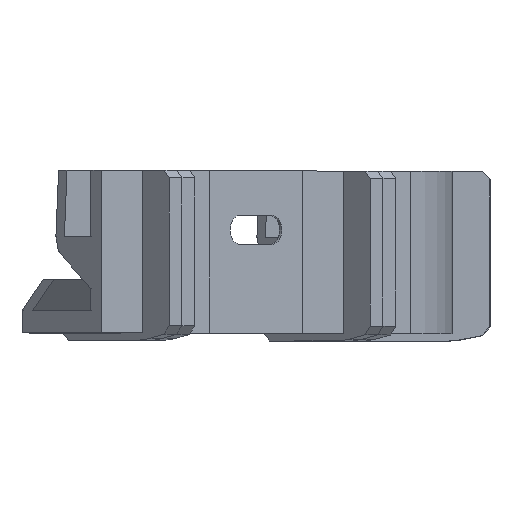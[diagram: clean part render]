
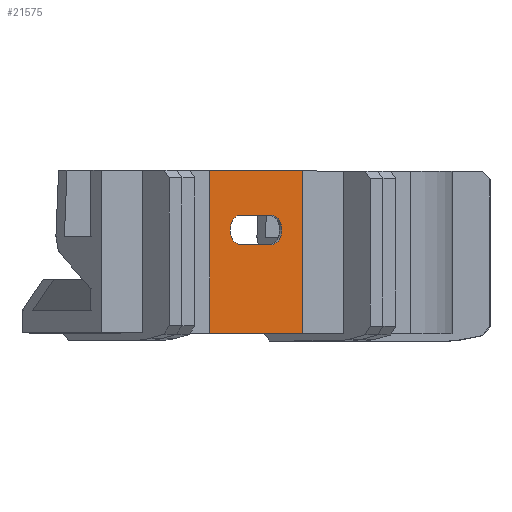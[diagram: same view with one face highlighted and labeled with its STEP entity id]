
A CAD part, left-side view. The second image highlights one B-rep face of the part: STEP entity #21575.
In plain terms, the highlighted face is planar.
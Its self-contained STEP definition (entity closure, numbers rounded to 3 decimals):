
#21299 = VERTEX_POINT('',#21300);
#21300 = CARTESIAN_POINT('',(3.,0.,16.));
#21307 = CYLINDRICAL_SURFACE('',#21308,2.);
#21308 = AXIS2_PLACEMENT_3D('',#21309,#21310,#21311);
#21309 = CARTESIAN_POINT('',(3.,24.,14.));
#21310 = DIRECTION('',(-0.,1.,0.));
#21311 = DIRECTION('',(0.,0.,-1.));
#21319 = PLANE('',#21320);
#21320 = AXIS2_PLACEMENT_3D('',#21321,#21322,#21323);
#21321 = CARTESIAN_POINT('',(3.,24.,16.));
#21322 = DIRECTION('',(0.,0.,-1.));
#21323 = DIRECTION('',(-1.,0.,-0.));
#21361 = VERTEX_POINT('',#21362);
#21362 = CARTESIAN_POINT('',(3.,0.,12.));
#21376 = PLANE('',#21377);
#21377 = AXIS2_PLACEMENT_3D('',#21378,#21379,#21380);
#21378 = CARTESIAN_POINT('',(-3.,24.,12.));
#21379 = DIRECTION('',(0.,0.,1.));
#21380 = DIRECTION('',(1.,0.,0.));
#21388 = EDGE_CURVE('',#21299,#21361,#21389,.T.);
#21389 = SURFACE_CURVE('',#21390,(#21395,#21402),.PCURVE_S1.);
#21390 = CIRCLE('',#21391,2.);
#21391 = AXIS2_PLACEMENT_3D('',#21392,#21393,#21394);
#21392 = CARTESIAN_POINT('',(3.,0.,14.));
#21393 = DIRECTION('',(0.,1.,0.));
#21394 = DIRECTION('',(0.,0.,-1.));
#21395 = PCURVE('',#21307,#21396);
#21396 = DEFINITIONAL_REPRESENTATION('',(#21397),#21401);
#21397 = LINE('',#21398,#21399);
#21398 = CARTESIAN_POINT('',(-6.283,-24.));
#21399 = VECTOR('',#21400,1.);
#21400 = DIRECTION('',(1.,-0.));
#21401 = ( GEOMETRIC_REPRESENTATION_CONTEXT(2) 
PARAMETRIC_REPRESENTATION_CONTEXT() REPRESENTATION_CONTEXT('2D SPACE',''
  ) );
#21402 = PCURVE('',#21403,#21408);
#21403 = PLANE('',#21404);
#21404 = AXIS2_PLACEMENT_3D('',#21405,#21406,#21407);
#21405 = CARTESIAN_POINT('',(0.,0.,0.));
#21406 = DIRECTION('',(0.,1.,-0.));
#21407 = DIRECTION('',(0.,0.,1.));
#21408 = DEFINITIONAL_REPRESENTATION('',(#21409),#21413);
#21409 = CIRCLE('',#21410,2.);
#21410 = AXIS2_PLACEMENT_2D('',#21411,#21412);
#21411 = CARTESIAN_POINT('',(14.,3.));
#21412 = DIRECTION('',(-1.,0.));
#21413 = ( GEOMETRIC_REPRESENTATION_CONTEXT(2) 
PARAMETRIC_REPRESENTATION_CONTEXT() REPRESENTATION_CONTEXT('2D SPACE',''
  ) );
#21421 = VERTEX_POINT('',#21422);
#21422 = CARTESIAN_POINT('',(-3.,0.,16.));
#21436 = CYLINDRICAL_SURFACE('',#21437,2.);
#21437 = AXIS2_PLACEMENT_3D('',#21438,#21439,#21440);
#21438 = CARTESIAN_POINT('',(-3.,24.,14.));
#21439 = DIRECTION('',(-0.,1.,0.));
#21440 = DIRECTION('',(0.,0.,1.));
#21475 = EDGE_CURVE('',#21299,#21421,#21476,.T.);
#21476 = SURFACE_CURVE('',#21477,(#21481,#21487),.PCURVE_S1.);
#21477 = LINE('',#21478,#21479);
#21478 = CARTESIAN_POINT('',(1.5,0.,16.));
#21479 = VECTOR('',#21480,1.);
#21480 = DIRECTION('',(-1.,0.,0.));
#21481 = PCURVE('',#21319,#21482);
#21482 = DEFINITIONAL_REPRESENTATION('',(#21483),#21486);
#21483 = B_SPLINE_CURVE_WITH_KNOTS('',1,(#21484,#21485),.UNSPECIFIED.,
  .F.,.F.,(2,2),(-1.5,4.5),.PIECEWISE_BEZIER_KNOTS.);
#21484 = CARTESIAN_POINT('',(0.,-24.));
#21485 = CARTESIAN_POINT('',(6.,-24.));
#21486 = ( GEOMETRIC_REPRESENTATION_CONTEXT(2) 
PARAMETRIC_REPRESENTATION_CONTEXT() REPRESENTATION_CONTEXT('2D SPACE',''
  ) );
#21487 = PCURVE('',#21403,#21488);
#21488 = DEFINITIONAL_REPRESENTATION('',(#21489),#21492);
#21489 = B_SPLINE_CURVE_WITH_KNOTS('',1,(#21490,#21491),.UNSPECIFIED.,
  .F.,.F.,(2,2),(-1.5,4.5),.PIECEWISE_BEZIER_KNOTS.);
#21490 = CARTESIAN_POINT('',(16.,3.));
#21491 = CARTESIAN_POINT('',(16.,-3.));
#21492 = ( GEOMETRIC_REPRESENTATION_CONTEXT(2) 
PARAMETRIC_REPRESENTATION_CONTEXT() REPRESENTATION_CONTEXT('2D SPACE',''
  ) );
#21575 = ADVANCED_FACE('',(#21576,#21690),#21403,.F.);
#21576 = FACE_BOUND('',#21577,.F.);
#21577 = EDGE_LOOP('',(#21578,#21608,#21636,#21664));
#21578 = ORIENTED_EDGE('',*,*,#21579,.F.);
#21579 = EDGE_CURVE('',#21580,#21582,#21584,.T.);
#21580 = VERTEX_POINT('',#21581);
#21581 = CARTESIAN_POINT('',(-9.,0.,0.));
#21582 = VERTEX_POINT('',#21583);
#21583 = CARTESIAN_POINT('',(9.,0.,0.));
#21584 = SURFACE_CURVE('',#21585,(#21589,#21596),.PCURVE_S1.);
#21585 = LINE('',#21586,#21587);
#21586 = CARTESIAN_POINT('',(-9.,0.,0.));
#21587 = VECTOR('',#21588,1.);
#21588 = DIRECTION('',(1.,0.,0.));
#21589 = PCURVE('',#21403,#21590);
#21590 = DEFINITIONAL_REPRESENTATION('',(#21591),#21595);
#21591 = LINE('',#21592,#21593);
#21592 = CARTESIAN_POINT('',(0.,-9.));
#21593 = VECTOR('',#21594,1.);
#21594 = DIRECTION('',(0.,1.));
#21595 = ( GEOMETRIC_REPRESENTATION_CONTEXT(2) 
PARAMETRIC_REPRESENTATION_CONTEXT() REPRESENTATION_CONTEXT('2D SPACE',''
  ) );
#21596 = PCURVE('',#21597,#21602);
#21597 = PLANE('',#21598);
#21598 = AXIS2_PLACEMENT_3D('',#21599,#21600,#21601);
#21599 = CARTESIAN_POINT('',(0.,15.,0.));
#21600 = DIRECTION('',(0.,0.,1.));
#21601 = DIRECTION('',(0.,-1.,0.));
#21602 = DEFINITIONAL_REPRESENTATION('',(#21603),#21607);
#21603 = LINE('',#21604,#21605);
#21604 = CARTESIAN_POINT('',(15.,-9.));
#21605 = VECTOR('',#21606,1.);
#21606 = DIRECTION('',(0.,1.));
#21607 = ( GEOMETRIC_REPRESENTATION_CONTEXT(2) 
PARAMETRIC_REPRESENTATION_CONTEXT() REPRESENTATION_CONTEXT('2D SPACE',''
  ) );
#21608 = ORIENTED_EDGE('',*,*,#21609,.T.);
#21609 = EDGE_CURVE('',#21580,#21610,#21612,.T.);
#21610 = VERTEX_POINT('',#21611);
#21611 = CARTESIAN_POINT('',(-9.,0.,22.));
#21612 = SURFACE_CURVE('',#21613,(#21617,#21624),.PCURVE_S1.);
#21613 = LINE('',#21614,#21615);
#21614 = CARTESIAN_POINT('',(-9.,0.,0.));
#21615 = VECTOR('',#21616,1.);
#21616 = DIRECTION('',(0.,0.,1.));
#21617 = PCURVE('',#21403,#21618);
#21618 = DEFINITIONAL_REPRESENTATION('',(#21619),#21623);
#21619 = LINE('',#21620,#21621);
#21620 = CARTESIAN_POINT('',(0.,-9.));
#21621 = VECTOR('',#21622,1.);
#21622 = DIRECTION('',(1.,0.));
#21623 = ( GEOMETRIC_REPRESENTATION_CONTEXT(2) 
PARAMETRIC_REPRESENTATION_CONTEXT() REPRESENTATION_CONTEXT('2D SPACE',''
  ) );
#21624 = PCURVE('',#21625,#21630);
#21625 = PLANE('',#21626);
#21626 = AXIS2_PLACEMENT_3D('',#21627,#21628,#21629);
#21627 = CARTESIAN_POINT('',(-9.,4.162,7.662));
#21628 = DIRECTION('',(-1.,0.,0.));
#21629 = DIRECTION('',(0.,0.,1.));
#21630 = DEFINITIONAL_REPRESENTATION('',(#21631),#21635);
#21631 = LINE('',#21632,#21633);
#21632 = CARTESIAN_POINT('',(-7.662,-4.162));
#21633 = VECTOR('',#21634,1.);
#21634 = DIRECTION('',(1.,0.));
#21635 = ( GEOMETRIC_REPRESENTATION_CONTEXT(2) 
PARAMETRIC_REPRESENTATION_CONTEXT() REPRESENTATION_CONTEXT('2D SPACE',''
  ) );
#21636 = ORIENTED_EDGE('',*,*,#21637,.F.);
#21637 = EDGE_CURVE('',#21638,#21610,#21640,.T.);
#21638 = VERTEX_POINT('',#21639);
#21639 = CARTESIAN_POINT('',(9.,0.,22.));
#21640 = SURFACE_CURVE('',#21641,(#21645,#21652),.PCURVE_S1.);
#21641 = LINE('',#21642,#21643);
#21642 = CARTESIAN_POINT('',(9.,0.,22.));
#21643 = VECTOR('',#21644,1.);
#21644 = DIRECTION('',(-1.,0.,0.));
#21645 = PCURVE('',#21403,#21646);
#21646 = DEFINITIONAL_REPRESENTATION('',(#21647),#21651);
#21647 = LINE('',#21648,#21649);
#21648 = CARTESIAN_POINT('',(22.,9.));
#21649 = VECTOR('',#21650,1.);
#21650 = DIRECTION('',(0.,-1.));
#21651 = ( GEOMETRIC_REPRESENTATION_CONTEXT(2) 
PARAMETRIC_REPRESENTATION_CONTEXT() REPRESENTATION_CONTEXT('2D SPACE',''
  ) );
#21652 = PCURVE('',#21653,#21658);
#21653 = PLANE('',#21654);
#21654 = AXIS2_PLACEMENT_3D('',#21655,#21656,#21657);
#21655 = CARTESIAN_POINT('',(0.,0.,22.));
#21656 = DIRECTION('',(0.,0.,-1.));
#21657 = DIRECTION('',(0.,1.,0.));
#21658 = DEFINITIONAL_REPRESENTATION('',(#21659),#21663);
#21659 = LINE('',#21660,#21661);
#21660 = CARTESIAN_POINT('',(0.,9.));
#21661 = VECTOR('',#21662,1.);
#21662 = DIRECTION('',(0.,-1.));
#21663 = ( GEOMETRIC_REPRESENTATION_CONTEXT(2) 
PARAMETRIC_REPRESENTATION_CONTEXT() REPRESENTATION_CONTEXT('2D SPACE',''
  ) );
#21664 = ORIENTED_EDGE('',*,*,#21665,.F.);
#21665 = EDGE_CURVE('',#21582,#21638,#21666,.T.);
#21666 = SURFACE_CURVE('',#21667,(#21671,#21678),.PCURVE_S1.);
#21667 = LINE('',#21668,#21669);
#21668 = CARTESIAN_POINT('',(9.,0.,0.));
#21669 = VECTOR('',#21670,1.);
#21670 = DIRECTION('',(0.,0.,1.));
#21671 = PCURVE('',#21403,#21672);
#21672 = DEFINITIONAL_REPRESENTATION('',(#21673),#21677);
#21673 = LINE('',#21674,#21675);
#21674 = CARTESIAN_POINT('',(0.,9.));
#21675 = VECTOR('',#21676,1.);
#21676 = DIRECTION('',(1.,0.));
#21677 = ( GEOMETRIC_REPRESENTATION_CONTEXT(2) 
PARAMETRIC_REPRESENTATION_CONTEXT() REPRESENTATION_CONTEXT('2D SPACE',''
  ) );
#21678 = PCURVE('',#21679,#21684);
#21679 = PLANE('',#21680);
#21680 = AXIS2_PLACEMENT_3D('',#21681,#21682,#21683);
#21681 = CARTESIAN_POINT('',(9.,4.162,7.662));
#21682 = DIRECTION('',(-1.,0.,0.));
#21683 = DIRECTION('',(0.,0.,1.));
#21684 = DEFINITIONAL_REPRESENTATION('',(#21685),#21689);
#21685 = LINE('',#21686,#21687);
#21686 = CARTESIAN_POINT('',(-7.662,-4.162));
#21687 = VECTOR('',#21688,1.);
#21688 = DIRECTION('',(1.,0.));
#21689 = ( GEOMETRIC_REPRESENTATION_CONTEXT(2) 
PARAMETRIC_REPRESENTATION_CONTEXT() REPRESENTATION_CONTEXT('2D SPACE',''
  ) );
#21690 = FACE_BOUND('',#21691,.F.);
#21691 = EDGE_LOOP('',(#21692,#21693,#21694,#21718));
#21692 = ORIENTED_EDGE('',*,*,#21388,.F.);
#21693 = ORIENTED_EDGE('',*,*,#21475,.T.);
#21694 = ORIENTED_EDGE('',*,*,#21695,.F.);
#21695 = EDGE_CURVE('',#21696,#21421,#21698,.T.);
#21696 = VERTEX_POINT('',#21697);
#21697 = CARTESIAN_POINT('',(-3.,0.,12.));
#21698 = SURFACE_CURVE('',#21699,(#21704,#21711),.PCURVE_S1.);
#21699 = CIRCLE('',#21700,2.);
#21700 = AXIS2_PLACEMENT_3D('',#21701,#21702,#21703);
#21701 = CARTESIAN_POINT('',(-3.,0.,14.));
#21702 = DIRECTION('',(-0.,1.,0.));
#21703 = DIRECTION('',(0.,0.,1.));
#21704 = PCURVE('',#21403,#21705);
#21705 = DEFINITIONAL_REPRESENTATION('',(#21706),#21710);
#21706 = CIRCLE('',#21707,2.);
#21707 = AXIS2_PLACEMENT_2D('',#21708,#21709);
#21708 = CARTESIAN_POINT('',(14.,-3.));
#21709 = DIRECTION('',(1.,0.));
#21710 = ( GEOMETRIC_REPRESENTATION_CONTEXT(2) 
PARAMETRIC_REPRESENTATION_CONTEXT() REPRESENTATION_CONTEXT('2D SPACE',''
  ) );
#21711 = PCURVE('',#21436,#21712);
#21712 = DEFINITIONAL_REPRESENTATION('',(#21713),#21717);
#21713 = LINE('',#21714,#21715);
#21714 = CARTESIAN_POINT('',(-6.283,-24.));
#21715 = VECTOR('',#21716,1.);
#21716 = DIRECTION('',(1.,-0.));
#21717 = ( GEOMETRIC_REPRESENTATION_CONTEXT(2) 
PARAMETRIC_REPRESENTATION_CONTEXT() REPRESENTATION_CONTEXT('2D SPACE',''
  ) );
#21718 = ORIENTED_EDGE('',*,*,#21719,.T.);
#21719 = EDGE_CURVE('',#21696,#21361,#21720,.T.);
#21720 = SURFACE_CURVE('',#21721,(#21725,#21731),.PCURVE_S1.);
#21721 = LINE('',#21722,#21723);
#21722 = CARTESIAN_POINT('',(-1.5,0.,12.));
#21723 = VECTOR('',#21724,1.);
#21724 = DIRECTION('',(1.,-0.,0.));
#21725 = PCURVE('',#21403,#21726);
#21726 = DEFINITIONAL_REPRESENTATION('',(#21727),#21730);
#21727 = B_SPLINE_CURVE_WITH_KNOTS('',1,(#21728,#21729),.UNSPECIFIED.,
  .F.,.F.,(2,2),(-1.5,4.5),.PIECEWISE_BEZIER_KNOTS.);
#21728 = CARTESIAN_POINT('',(12.,-3.));
#21729 = CARTESIAN_POINT('',(12.,3.));
#21730 = ( GEOMETRIC_REPRESENTATION_CONTEXT(2) 
PARAMETRIC_REPRESENTATION_CONTEXT() REPRESENTATION_CONTEXT('2D SPACE',''
  ) );
#21731 = PCURVE('',#21376,#21732);
#21732 = DEFINITIONAL_REPRESENTATION('',(#21733),#21736);
#21733 = B_SPLINE_CURVE_WITH_KNOTS('',1,(#21734,#21735),.UNSPECIFIED.,
  .F.,.F.,(2,2),(-1.5,4.5),.PIECEWISE_BEZIER_KNOTS.);
#21734 = CARTESIAN_POINT('',(0.,-24.));
#21735 = CARTESIAN_POINT('',(6.,-24.));
#21736 = ( GEOMETRIC_REPRESENTATION_CONTEXT(2) 
PARAMETRIC_REPRESENTATION_CONTEXT() REPRESENTATION_CONTEXT('2D SPACE',''
  ) );
